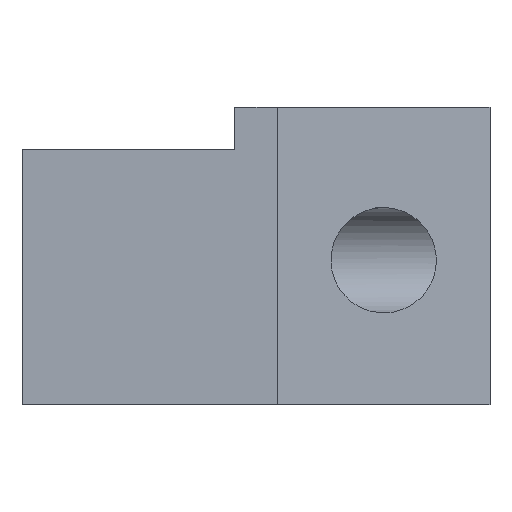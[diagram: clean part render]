
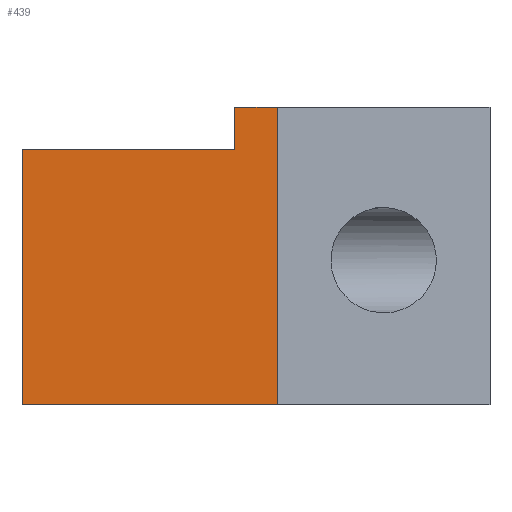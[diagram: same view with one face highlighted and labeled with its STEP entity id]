
A CAD part, front view. The second image highlights one B-rep face of the part: STEP entity #439.
In plain terms, the highlighted planar face has unit normal (0, -1, 0).
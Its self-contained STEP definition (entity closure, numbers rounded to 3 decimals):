
#27=PLANE('',#487);
#47=FACE_OUTER_BOUND('',#71,.T.);
#71=EDGE_LOOP('',(#327,#328,#329,#330,#331,#332));
#105=LINE('',#653,#153);
#115=LINE('',#674,#163);
#116=LINE('',#676,#164);
#117=LINE('',#678,#165);
#118=LINE('',#680,#166);
#119=LINE('',#681,#167);
#153=VECTOR('',#533,10.);
#163=VECTOR('',#547,10.);
#164=VECTOR('',#548,10.);
#165=VECTOR('',#549,10.);
#166=VECTOR('',#550,10.);
#167=VECTOR('',#551,10.);
#213=VERTEX_POINT('',#651);
#214=VERTEX_POINT('',#652);
#223=VERTEX_POINT('',#673);
#224=VERTEX_POINT('',#675);
#225=VERTEX_POINT('',#677);
#226=VERTEX_POINT('',#679);
#255=EDGE_CURVE('',#213,#214,#105,.T.);
#265=EDGE_CURVE('',#223,#213,#115,.T.);
#266=EDGE_CURVE('',#224,#214,#116,.T.);
#267=EDGE_CURVE('',#225,#224,#117,.T.);
#268=EDGE_CURVE('',#225,#226,#118,.T.);
#269=EDGE_CURVE('',#223,#226,#119,.T.);
#327=ORIENTED_EDGE('',*,*,#265,.T.);
#328=ORIENTED_EDGE('',*,*,#255,.T.);
#329=ORIENTED_EDGE('',*,*,#266,.F.);
#330=ORIENTED_EDGE('',*,*,#267,.F.);
#331=ORIENTED_EDGE('',*,*,#268,.T.);
#332=ORIENTED_EDGE('',*,*,#269,.F.);
#439=ADVANCED_FACE('',(#47),#27,.T.);
#487=AXIS2_PLACEMENT_3D('',#672,#545,#546);
#533=DIRECTION('',(-1.,0.,0.));
#545=DIRECTION('center_axis',(0.,-1.,0.));
#546=DIRECTION('ref_axis',(1.,0.,0.));
#547=DIRECTION('',(0.,0.,-1.));
#548=DIRECTION('',(0.,0.,1.));
#549=DIRECTION('',(-1.,0.,0.));
#550=DIRECTION('',(0.,0.,1.));
#551=DIRECTION('',(1.,0.,0.));
#651=CARTESIAN_POINT('',(22.869,-164.286,12.5));
#652=CARTESIAN_POINT('',(-2.131,-164.286,12.5));
#653=CARTESIAN_POINT('',(4.119,-164.286,12.5));
#672=CARTESIAN_POINT('Origin',(-2.131,-164.286,0.));
#673=CARTESIAN_POINT('',(22.869,-164.286,17.5));
#674=CARTESIAN_POINT('',(22.869,-164.286,8.75));
#675=CARTESIAN_POINT('',(-2.131,-164.286,-17.5));
#676=CARTESIAN_POINT('',(-2.131,-164.286,0.));
#677=CARTESIAN_POINT('',(27.869,-164.286,-17.5));
#678=CARTESIAN_POINT('',(-2.131,-164.286,-17.5));
#679=CARTESIAN_POINT('',(27.869,-164.286,17.5));
#680=CARTESIAN_POINT('',(27.869,-164.286,0.));
#681=CARTESIAN_POINT('',(-2.131,-164.286,17.5));
